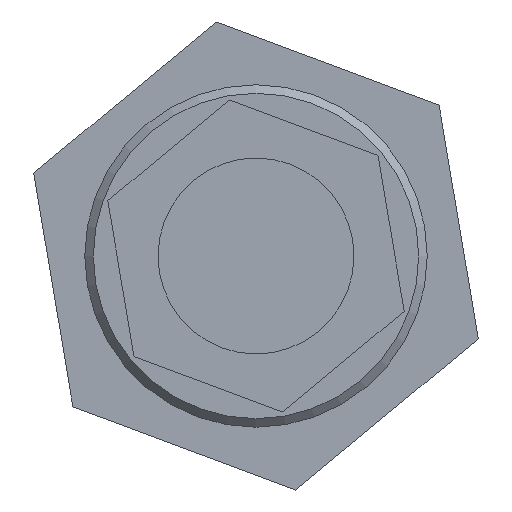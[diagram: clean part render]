
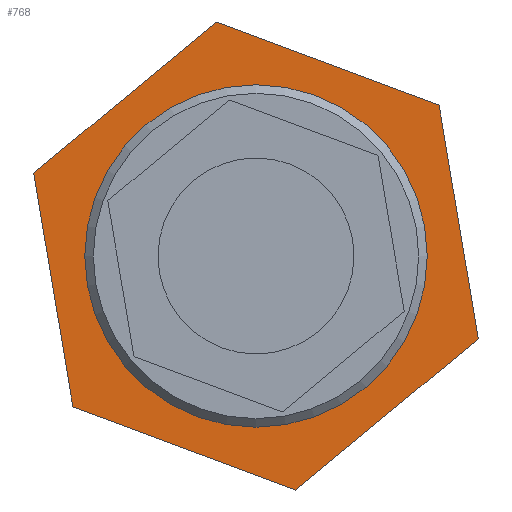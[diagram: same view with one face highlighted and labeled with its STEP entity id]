
A CAD part, left-side view. The second image highlights one B-rep face of the part: STEP entity #768.
In plain terms, the highlighted planar face has unit normal (-1, 0, 0).
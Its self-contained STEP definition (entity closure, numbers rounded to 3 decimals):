
#25=FACE_BOUND('',#109,.T.);
#34=CIRCLE('',#835,10.);
#62=FACE_OUTER_BOUND('',#108,.T.);
#108=EDGE_LOOP('',(#526,#527,#528,#529,#530,#531));
#109=EDGE_LOOP('',(#532));
#172=LINE('',#1158,#252);
#173=LINE('',#1160,#253);
#174=LINE('',#1162,#254);
#175=LINE('',#1164,#255);
#176=LINE('',#1166,#256);
#177=LINE('',#1167,#257);
#252=VECTOR('',#940,10.);
#253=VECTOR('',#941,10.);
#254=VECTOR('',#942,10.);
#255=VECTOR('',#943,10.);
#256=VECTOR('',#944,10.);
#257=VECTOR('',#945,10.);
#328=VERTEX_POINT('',#1156);
#329=VERTEX_POINT('',#1157);
#330=VERTEX_POINT('',#1159);
#331=VERTEX_POINT('',#1161);
#332=VERTEX_POINT('',#1163);
#333=VERTEX_POINT('',#1165);
#334=VERTEX_POINT('',#1168);
#404=EDGE_CURVE('',#328,#329,#172,.T.);
#405=EDGE_CURVE('',#330,#328,#173,.T.);
#406=EDGE_CURVE('',#331,#330,#174,.T.);
#407=EDGE_CURVE('',#332,#331,#175,.T.);
#408=EDGE_CURVE('',#333,#332,#176,.T.);
#409=EDGE_CURVE('',#329,#333,#177,.T.);
#410=EDGE_CURVE('',#334,#334,#34,.T.);
#526=ORIENTED_EDGE('',*,*,#404,.F.);
#527=ORIENTED_EDGE('',*,*,#405,.F.);
#528=ORIENTED_EDGE('',*,*,#406,.F.);
#529=ORIENTED_EDGE('',*,*,#407,.F.);
#530=ORIENTED_EDGE('',*,*,#408,.F.);
#531=ORIENTED_EDGE('',*,*,#409,.F.);
#532=ORIENTED_EDGE('',*,*,#410,.F.);
#688=PLANE('',#834);
#768=ADVANCED_FACE('',(#62,#25),#688,.F.);
#834=AXIS2_PLACEMENT_3D('',#1155,#938,#939);
#835=AXIS2_PLACEMENT_3D('',#1169,#946,#947);
#938=DIRECTION('center_axis',(1.,0.,0.));
#939=DIRECTION('ref_axis',(0.,0.771,-0.637));
#940=DIRECTION('',(0.,0.937,0.35));
#941=DIRECTION('',(0.,0.771,-0.637));
#942=DIRECTION('',(0.,-0.166,-0.986));
#943=DIRECTION('',(0.,-0.937,-0.35));
#944=DIRECTION('',(0.,-0.771,0.637));
#945=DIRECTION('',(0.,0.166,0.986));
#946=DIRECTION('center_axis',(-1.,0.,0.));
#947=DIRECTION('ref_axis',(0.,1.,0.));
#1155=CARTESIAN_POINT('Origin',(12.1,0.,
0.));
#1156=CARTESIAN_POINT('',(12.1,-2.295,-13.665));
#1157=CARTESIAN_POINT('',(12.1,10.687,-8.82));
#1158=CARTESIAN_POINT('',(12.1,-2.295,-13.665));
#1159=CARTESIAN_POINT('',(12.1,-12.982,-4.845));
#1160=CARTESIAN_POINT('',(12.1,-12.982,-4.845));
#1161=CARTESIAN_POINT('',(12.1,-10.687,8.82));
#1162=CARTESIAN_POINT('',(12.1,-10.687,8.82));
#1163=CARTESIAN_POINT('',(12.1,2.295,13.665));
#1164=CARTESIAN_POINT('',(12.1,2.295,13.665));
#1165=CARTESIAN_POINT('',(12.1,12.982,4.845));
#1166=CARTESIAN_POINT('',(12.1,12.982,4.845));
#1167=CARTESIAN_POINT('',(12.1,10.687,-8.82));
#1168=CARTESIAN_POINT('',(12.1,-10.,0.));
#1169=CARTESIAN_POINT('Origin',(12.1,0.,0.));
